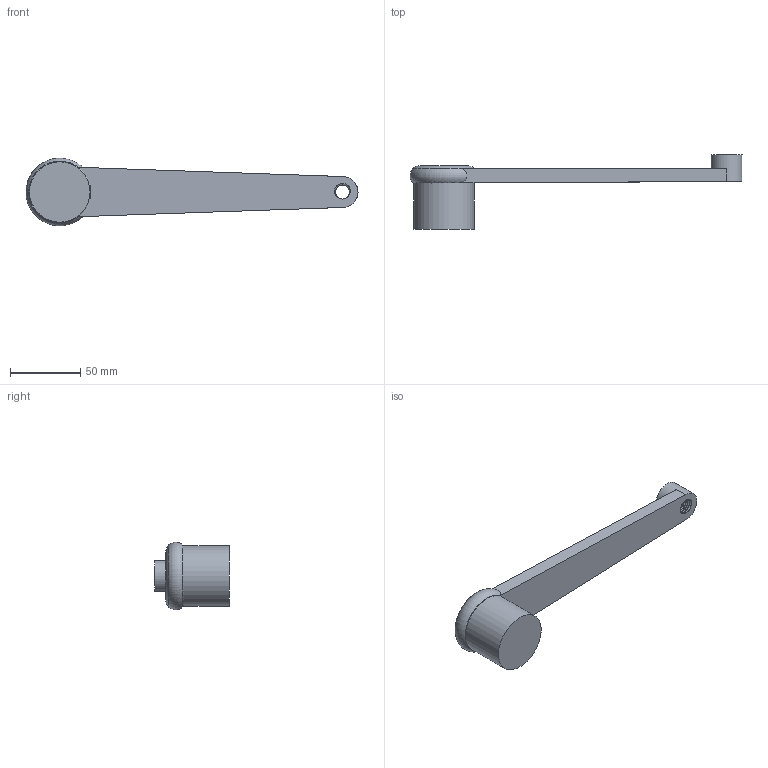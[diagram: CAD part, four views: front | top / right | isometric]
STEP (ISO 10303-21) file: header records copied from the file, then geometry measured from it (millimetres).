
FILE_DESCRIPTION(/* description */ (''),/* implementation_level */ '2;1');
FILE_NAME(/* name */ 'QA_200_N.dxf',/* time_stamp */ '2012-11-23T16:41:30+08:00',/* author */ (''),/* organization */ (''),/* preprocessor_version */ 'ST-DEVELOPER v9',/* originating_system */ 'UGS - NX 4.0',/* authorisation */ '');
FILE_SCHEMA (('CONFIG_CONTROL_DESIGN'));
Length unit declared in the file: millimetre
Products named in the file (1): AdmiE741xmsz
Bounding box: 235.99 x 53 x 47.96 mm (x, y, z)
Volume: 135108 mm3; surface area: 29570.9 mm2
Topology: 1 solids, 1 shells, 16 faces, 42 edges, 28 vertices
Faces by surface type: plane 8, cylinder 4, torus 2, bspline 2
Full cylindrical faces by diameter (mm): 22 x1, 43 x1
Entity records: 1449 total; most frequent: CARTESIAN_POINT 996, ORIENTED_EDGE 76, DIRECTION 69, EDGE_CURVE 38, AXIS2_PLACEMENT_3D 28, VERTEX_POINT 27, EDGE_LOOP 21, ADVANCED_FACE 16
